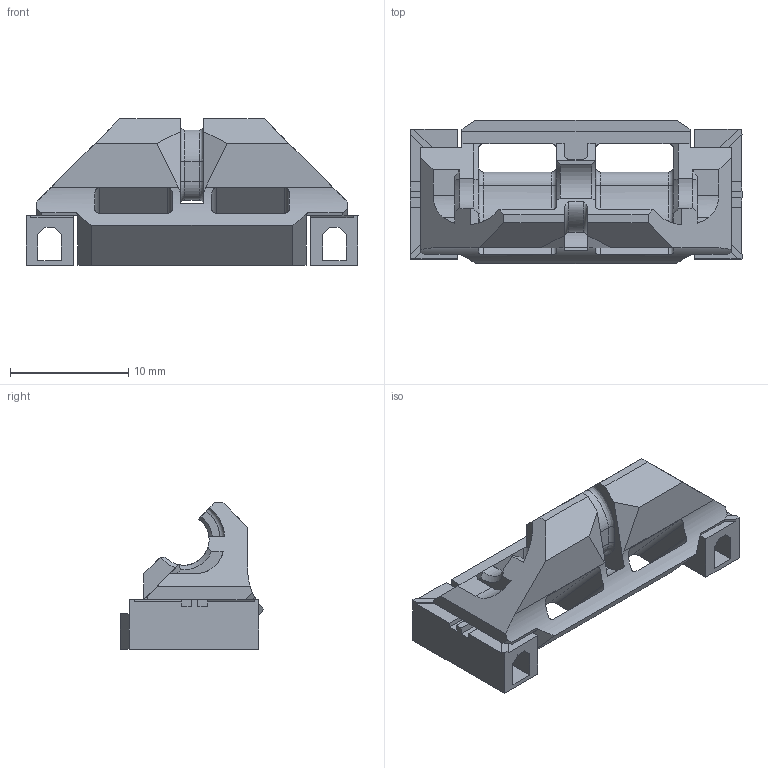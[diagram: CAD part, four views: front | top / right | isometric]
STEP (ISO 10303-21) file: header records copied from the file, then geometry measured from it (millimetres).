
FILE_DESCRIPTION(/* description */ (''),/* implementation_level */ '2;1');
FILE_NAME(/* name */ 'CPC Clips 1x1.2 v4.step',/* time_stamp */ '2024-11-24T18:15:04+10:00',/* author */ (''),/* organization */ (''),/* preprocessor_version */ 'ST-DEVELOPER v20',/* originating_system */ 'Autodesk Translation Framework v13.20.0.188',/* authorisation */ '');
FILE_SCHEMA (('AUTOMOTIVE_DESIGN { 1 0 10303 214 3 1 1 }'));
Length unit declared in the file: millimetre
Products named in the file (1): CPC Clips 1x1.2
Bounding box: 28.1 x 12.15 x 12.4 mm (x, y, z)
Volume: 1415.9 mm3; surface area: 2082 mm2
Topology: 3 solids, 3 shells, 185 faces, 521 edges, 338 vertices
Faces by surface type: plane 127, cylinder 37, torus 12, cone 6, bspline 3
Entity records: 6300 total; most frequent: CARTESIAN_POINT 1432, ORIENTED_EDGE 1042, DIRECTION 967, EDGE_CURVE 521, LINE 381, VECTOR 381, VERTEX_POINT 338, AXIS2_PLACEMENT_3D 293
